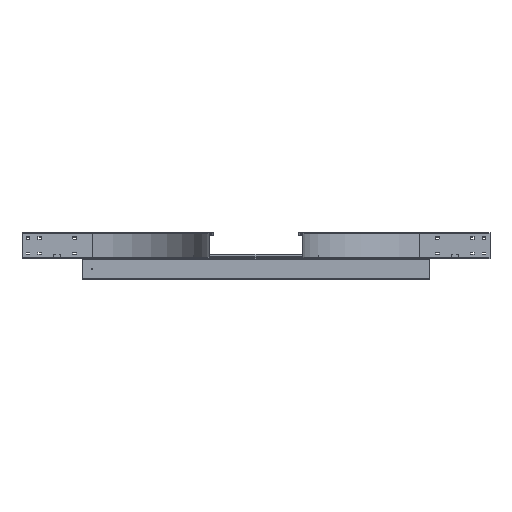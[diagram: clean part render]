
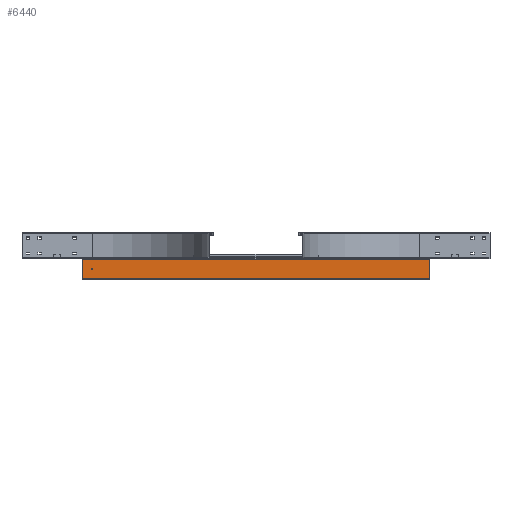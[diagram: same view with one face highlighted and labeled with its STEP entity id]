
A CAD part, top view. The second image highlights one B-rep face of the part: STEP entity #6440.
In plain terms, the highlighted face is planar.
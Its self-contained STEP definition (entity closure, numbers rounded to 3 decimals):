
#5925=DIRECTION('',(0.,0.,-1.));
#5926=VECTOR('',#5925,81.);
#5927=CARTESIAN_POINT('',(0.,0.,40.5));
#5928=LINE('',#5927,#5926);
#5954=DIRECTION('',(-1.,0.,0.));
#5955=VECTOR('',#5954,1480.);
#5956=CARTESIAN_POINT('',(1480.,0.,40.5));
#5957=LINE('',#5956,#5955);
#5962=DIRECTION('',(0.,0.,-1.));
#5963=VECTOR('',#5962,81.);
#5964=CARTESIAN_POINT('',(1480.,0.,40.5));
#5965=LINE('',#5964,#5963);
#5966=CARTESIAN_POINT('',(40.,0.,0.));
#5967=DIRECTION('',(0.,-1.,0.));
#5968=DIRECTION('',(0.,0.,-1.));
#5969=AXIS2_PLACEMENT_3D('',#5966,#5967,#5968);
#5971=CARTESIAN_POINT('',(40.,0.,0.));
#5972=DIRECTION('',(0.,-1.,0.));
#5973=DIRECTION('',(0.,0.,1.));
#5974=AXIS2_PLACEMENT_3D('',#5971,#5972,#5973);
#5980=DIRECTION('',(1.,0.,0.));
#5981=VECTOR('',#5980,1480.);
#5982=CARTESIAN_POINT('',(0.,0.,-40.5));
#5983=LINE('',#5982,#5981);
#6219=CARTESIAN_POINT('',(40.,0.,-3.));
#6220=VERTEX_POINT('',#6219);
#6221=CARTESIAN_POINT('',(40.,0.,3.));
#6222=VERTEX_POINT('',#6221);
#6259=CARTESIAN_POINT('',(0.,0.,-40.5));
#6260=VERTEX_POINT('',#6259);
#6261=CARTESIAN_POINT('',(1480.,0.,-40.5));
#6262=VERTEX_POINT('',#6261);
#6263=CARTESIAN_POINT('',(0.,0.,40.5));
#6264=VERTEX_POINT('',#6263);
#6265=CARTESIAN_POINT('',(1480.,0.,40.5));
#6266=VERTEX_POINT('',#6265);
#6421=CARTESIAN_POINT('',(1480.,0.,-40.5));
#6422=DIRECTION('',(0.,-1.,0.));
#6423=DIRECTION('',(0.,0.,-1.));
#6424=AXIS2_PLACEMENT_3D('',#6421,#6422,#6423);
#6425=PLANE('',#6424);
#6426=ORIENTED_EDGE('',*,*,#6369,.T.);
#6428=ORIENTED_EDGE('',*,*,#6427,.T.);
#6430=ORIENTED_EDGE('',*,*,#6429,.F.);
#6431=ORIENTED_EDGE('',*,*,#6413,.T.);
#6432=EDGE_LOOP('',(#6426,#6428,#6430,#6431));
#6433=FACE_OUTER_BOUND('',#6432,.F.);
#6435=ORIENTED_EDGE('',*,*,#6434,.F.);
#6437=ORIENTED_EDGE('',*,*,#6436,.F.);
#6438=EDGE_LOOP('',(#6435,#6437));
#6439=FACE_BOUND('',#6438,.F.);
#6440=ADVANCED_FACE('',(#6433,#6439),#6425,.F.);
#5970=CIRCLE('',#5969,3.);
#5975=CIRCLE('',#5974,3.);
#6369=EDGE_CURVE('',#6264,#6260,#5928,.T.);
#6413=EDGE_CURVE('',#6266,#6264,#5957,.T.);
#6427=EDGE_CURVE('',#6260,#6262,#5983,.T.);
#6429=EDGE_CURVE('',#6266,#6262,#5965,.T.);
#6434=EDGE_CURVE('',#6220,#6222,#5970,.T.);
#6436=EDGE_CURVE('',#6222,#6220,#5975,.T.);
